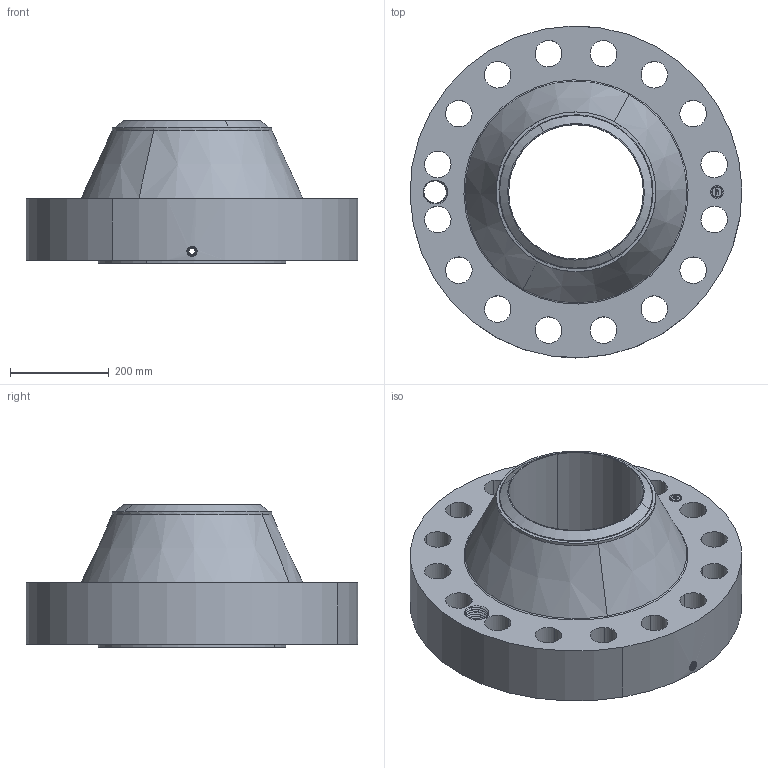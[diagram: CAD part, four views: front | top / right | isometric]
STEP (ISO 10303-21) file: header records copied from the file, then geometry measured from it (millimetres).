
FILE_DESCRIPTION(('3D STEP'),'2;1');
FILE_NAME('12-1500-RF-WELD-NECK-XXH-ORIF-FLANGE.stp','2013-11-03T21:42:34+00:00',('Texas Flange'),(''),'CATIA Version 5 Release 20 SP 6 (IN-10)','CATIA V5 STEP AP214','800-826-3801');
FILE_SCHEMA(('AUTOMOTIVE_DESIGN { 1 0 10303 214 1 1 1 1 }'));
Length unit declared in the file: inch
Products named in the file (1): 12-1500-RF-WELD-NECK-XXH-ORIF-FLANGE
Bounding box: 672.91 x 673.1 x 288.8 mm (x, y, z)
Volume: 41038537.6 mm3; surface area: 1533065.2 mm2
Topology: 1 solids, 1 shells, 831 faces, 2256 edges, 1446 vertices
Faces by surface type: plane 369, bspline 280, cylinder 124, cone 50, torus 4, revolution 4
Entity records: 35762 total; most frequent: CARTESIAN_POINT 15415, ORIENTED_EDGE 4512, EDGE_CURVE 2256, DIRECTION 2157, VERTEX_POINT 1446, VECTOR 1213, LINE 1213, B_SPLINE_CURVE_WITH_KNOTS 893
